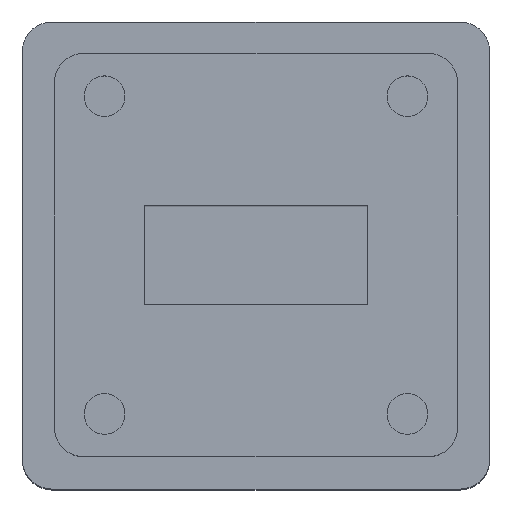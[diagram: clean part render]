
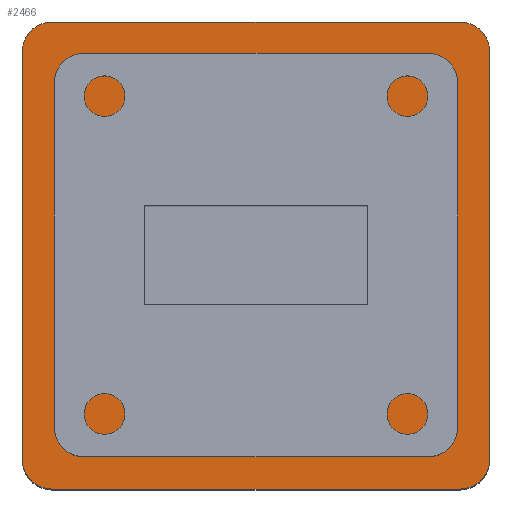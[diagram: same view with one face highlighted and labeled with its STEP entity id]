
A CAD part, top view. The second image highlights one B-rep face of the part: STEP entity #2466.
In plain terms, the highlighted planar face has unit normal (0, 0, 1).
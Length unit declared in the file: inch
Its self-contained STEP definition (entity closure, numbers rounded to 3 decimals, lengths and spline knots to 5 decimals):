
#11 = CIRCLE ( 'NONE', #1274, 0.11811 ) ;
#58 = DIRECTION ( 'NONE',  ( 1., 0., 0. ) ) ;
#99 = EDGE_CURVE ( 'NONE', #2133, #571, #2761, .T. ) ;
#130 = EDGE_LOOP ( 'NONE', ( #1815, #2324, #2056, #1220, #3146, #3924, #2444, #2159 ) ) ;
#153 = EDGE_CURVE ( 'NONE', #739, #802, #4074, .T. ) ;
#159 = LINE ( 'NONE', #1088, #191 ) ;
#172 = VECTOR ( 'NONE', #2126, 39.37008 ) ;
#191 = VECTOR ( 'NONE', #2655, 39.37008 ) ;
#239 = CARTESIAN_POINT ( 'NONE',  ( -0.5, 0.25, -1.02331 ) ) ;
#325 = CARTESIAN_POINT ( 'NONE',  ( 0.94094, -0.94094, -1.02331 ) ) ;
#351 = CIRCLE ( 'NONE', #3418, 0.11811 ) ;
#368 = FACE_BOUND ( 'NONE', #2317, .T. ) ;
#381 = EDGE_CURVE ( 'NONE', #3892, #837, #11, .T. ) ;
#471 = CARTESIAN_POINT ( 'NONE',  ( -0.82283, 0.82283, -1.02331 ) ) ;
#571 = VERTEX_POINT ( 'NONE', #3465 ) ;
#585 = CARTESIAN_POINT ( 'NONE',  ( 0.82283, -0.82283, -1.02331 ) ) ;
#605 = DIRECTION ( 'NONE',  ( 1., 0., 0. ) ) ;
#634 = DIRECTION ( 'NONE',  ( 0., -1., 0. ) ) ;
#652 = AXIS2_PLACEMENT_3D ( 'NONE', #585, #2178, #605 ) ;
#701 = VECTOR ( 'NONE', #58, 39.37008 ) ;
#704 = VERTEX_POINT ( 'NONE', #4002 ) ;
#709 = CARTESIAN_POINT ( 'NONE',  ( 0.5, 0.25, -1.02331 ) ) ;
#723 = DIRECTION ( 'NONE',  ( 1., 0., 0. ) ) ;
#739 = VERTEX_POINT ( 'NONE', #2988 ) ;
#744 = PLANE ( 'NONE',  #907 ) ;
#788 = DIRECTION ( 'NONE',  ( 0., 0., 1. ) ) ;
#802 = VERTEX_POINT ( 'NONE', #3602 ) ;
#811 = EDGE_CURVE ( 'NONE', #1318, #985, #3295, .T. ) ;
#812 = CARTESIAN_POINT ( 'NONE',  ( -0.82283, -0.94094, -1.02331 ) ) ;
#816 = CARTESIAN_POINT ( 'NONE',  ( -0.82283, 0.94094, -1.02331 ) ) ;
#837 = VERTEX_POINT ( 'NONE', #2774 ) ;
#873 = CARTESIAN_POINT ( 'NONE',  ( 0.5, -0.25, -1.02331 ) ) ;
#875 = ORIENTED_EDGE ( 'NONE', *, *, #2778, .T. ) ;
#907 = AXIS2_PLACEMENT_3D ( 'NONE', #2955, #1006, #723 ) ;
#913 = DIRECTION ( 'NONE',  ( 0., -1., 0. ) ) ;
#930 = EDGE_CURVE ( 'NONE', #3785, #2133, #4102, .T. ) ;
#950 = ORIENTED_EDGE ( 'NONE', *, *, #99, .T. ) ;
#955 = EDGE_CURVE ( 'NONE', #1318, #802, #1717, .T. ) ;
#985 = VERTEX_POINT ( 'NONE', #812 ) ;
#1006 = DIRECTION ( 'NONE',  ( 0., 0., 1. ) ) ;
#1017 = CARTESIAN_POINT ( 'NONE',  ( 0.5, -0.25, -1.02331 ) ) ;
#1078 = CIRCLE ( 'NONE', #1275, 0.11811 ) ;
#1088 = CARTESIAN_POINT ( 'NONE',  ( 0.94094, 0.94094, -1.02331 ) ) ;
#1096 = FACE_OUTER_BOUND ( 'NONE', #130, .T. ) ;
#1140 = CARTESIAN_POINT ( 'NONE',  ( 0.82283, 0.94094, -1.02331 ) ) ;
#1216 = CARTESIAN_POINT ( 'NONE',  ( -0.94094, -0.82283, -1.02331 ) ) ;
#1220 = ORIENTED_EDGE ( 'NONE', *, *, #955, .T. ) ;
#1274 = AXIS2_PLACEMENT_3D ( 'NONE', #471, #3988, #2083 ) ;
#1275 = AXIS2_PLACEMENT_3D ( 'NONE', #1467, #788, #2051 ) ;
#1318 = VERTEX_POINT ( 'NONE', #2575 ) ;
#1467 = CARTESIAN_POINT ( 'NONE',  ( 0.82283, 0.82283, -1.02331 ) ) ;
#1530 = EDGE_CURVE ( 'NONE', #739, #2581, #1078, .T. ) ;
#1586 = EDGE_CURVE ( 'NONE', #3032, #985, #351, .T. ) ;
#1642 = VECTOR ( 'NONE', #2732, 39.37008 ) ;
#1677 = CARTESIAN_POINT ( 'NONE',  ( 0.5, 0.25, -1.02331 ) ) ;
#1717 = CIRCLE ( 'NONE', #652, 0.11811 ) ;
#1796 = DIRECTION ( 'NONE',  ( 0., 1., 0. ) ) ;
#1811 = DIRECTION ( 'NONE',  ( 0., 1., 0. ) ) ;
#1815 = ORIENTED_EDGE ( 'NONE', *, *, #2440, .F. ) ;
#2051 = DIRECTION ( 'NONE',  ( 1., 0., 0. ) ) ;
#2056 = ORIENTED_EDGE ( 'NONE', *, *, #811, .F. ) ;
#2083 = DIRECTION ( 'NONE',  ( 1., 0., 0. ) ) ;
#2126 = DIRECTION ( 'NONE',  ( -1., 0., 0. ) ) ;
#2133 = VERTEX_POINT ( 'NONE', #1017 ) ;
#2159 = ORIENTED_EDGE ( 'NONE', *, *, #381, .T. ) ;
#2178 = DIRECTION ( 'NONE',  ( 0., 0., 1. ) ) ;
#2317 = EDGE_LOOP ( 'NONE', ( #2807, #875, #3453, #950 ) ) ;
#2324 = ORIENTED_EDGE ( 'NONE', *, *, #1586, .T. ) ;
#2436 = VECTOR ( 'NONE', #1811, 39.37008 ) ;
#2440 = EDGE_CURVE ( 'NONE', #3032, #837, #2441, .T. ) ;
#2441 = LINE ( 'NONE', #3715, #2436 ) ;
#2444 = ORIENTED_EDGE ( 'NONE', *, *, #3338, .F. ) ;
#2449 = CARTESIAN_POINT ( 'NONE',  ( -0.5, -0.25, -1.02331 ) ) ;
#2466 = ADVANCED_FACE ( 'NONE', ( #368, #1096 ), #744, .T. ) ;
#2467 = LINE ( 'NONE', #239, #3842 ) ;
#2575 = CARTESIAN_POINT ( 'NONE',  ( 0.82283, -0.94094, -1.02331 ) ) ;
#2581 = VERTEX_POINT ( 'NONE', #1140 ) ;
#2655 = DIRECTION ( 'NONE',  ( 1., 0., 0. ) ) ;
#2732 = DIRECTION ( 'NONE',  ( -1., 0., 0. ) ) ;
#2761 = LINE ( 'NONE', #2449, #172 ) ;
#2774 = CARTESIAN_POINT ( 'NONE',  ( -0.94094, 0.82283, -1.02331 ) ) ;
#2778 = EDGE_CURVE ( 'NONE', #704, #3785, #3912, .T. ) ;
#2807 = ORIENTED_EDGE ( 'NONE', *, *, #3447, .T. ) ;
#2823 = DIRECTION ( 'NONE',  ( 1., 0., 0. ) ) ;
#2897 = VECTOR ( 'NONE', #634, 39.37008 ) ;
#2912 = VECTOR ( 'NONE', #913, 39.37008 ) ;
#2955 = CARTESIAN_POINT ( 'NONE',  ( 0., 0., -1.02331 ) ) ;
#2988 = CARTESIAN_POINT ( 'NONE',  ( 0.94094, 0.82283, -1.02331 ) ) ;
#3032 = VERTEX_POINT ( 'NONE', #1216 ) ;
#3146 = ORIENTED_EDGE ( 'NONE', *, *, #153, .F. ) ;
#3295 = LINE ( 'NONE', #3983, #1642 ) ;
#3338 = EDGE_CURVE ( 'NONE', #3892, #2581, #159, .T. ) ;
#3418 = AXIS2_PLACEMENT_3D ( 'NONE', #4060, #4116, #2823 ) ;
#3447 = EDGE_CURVE ( 'NONE', #571, #704, #2467, .T. ) ;
#3453 = ORIENTED_EDGE ( 'NONE', *, *, #930, .T. ) ;
#3465 = CARTESIAN_POINT ( 'NONE',  ( -0.5, -0.25, -1.02331 ) ) ;
#3602 = CARTESIAN_POINT ( 'NONE',  ( 0.94094, -0.82283, -1.02331 ) ) ;
#3715 = CARTESIAN_POINT ( 'NONE',  ( -0.94094, -0.94094, -1.02331 ) ) ;
#3785 = VERTEX_POINT ( 'NONE', #709 ) ;
#3842 = VECTOR ( 'NONE', #1796, 39.37008 ) ;
#3892 = VERTEX_POINT ( 'NONE', #816 ) ;
#3912 = LINE ( 'NONE', #1677, #701 ) ;
#3924 = ORIENTED_EDGE ( 'NONE', *, *, #1530, .T. ) ;
#3983 = CARTESIAN_POINT ( 'NONE',  ( 0.94094, -0.94094, -1.02331 ) ) ;
#3988 = DIRECTION ( 'NONE',  ( 0., 0., 1. ) ) ;
#4002 = CARTESIAN_POINT ( 'NONE',  ( -0.5, 0.25, -1.02331 ) ) ;
#4060 = CARTESIAN_POINT ( 'NONE',  ( -0.82283, -0.82283, -1.02331 ) ) ;
#4074 = LINE ( 'NONE', #325, #2897 ) ;
#4102 = LINE ( 'NONE', #873, #2912 ) ;
#4116 = DIRECTION ( 'NONE',  ( 0., 0., 1. ) ) ;
